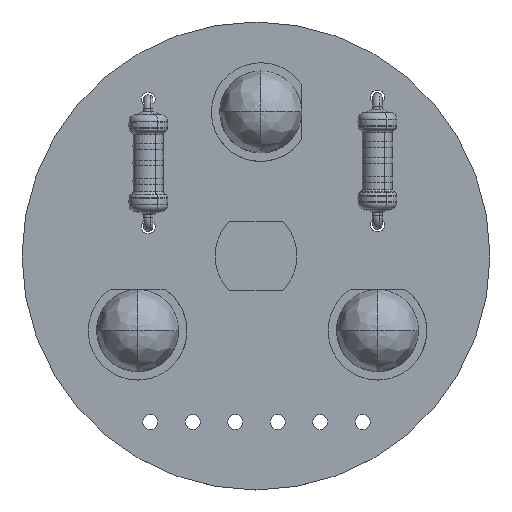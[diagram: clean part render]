
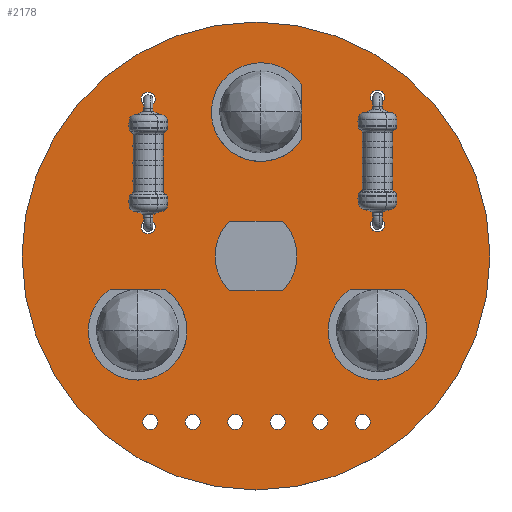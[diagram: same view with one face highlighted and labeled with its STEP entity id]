
A CAD part, top view. The second image highlights one B-rep face of the part: STEP entity #2178.
In plain terms, the highlighted planar face has unit normal (0, 0, 1).
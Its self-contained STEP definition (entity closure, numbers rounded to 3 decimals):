
#1495 = VERTEX_POINT('',#1496);
#1496 = CARTESIAN_POINT('',(32.281,22.105,0.));
#1502 = EDGE_CURVE('',#1495,#1495,#1503,.T.);
#1503 = CIRCLE('',#1504,14.);
#1504 = AXIS2_PLACEMENT_3D('',#1505,#1506,#1507);
#1505 = CARTESIAN_POINT('',(18.281,22.105,0.));
#1506 = DIRECTION('',(0.,0.,1.));
#1507 = DIRECTION('',(1.,0.,0.));
#1528 = VERTEX_POINT('',#1529);
#1529 = CARTESIAN_POINT('',(12.409,12.171,0.));
#1535 = EDGE_CURVE('',#1528,#1528,#1536,.T.);
#1536 = CIRCLE('',#1537,0.45);
#1537 = AXIS2_PLACEMENT_3D('',#1538,#1539,#1540);
#1538 = CARTESIAN_POINT('',(11.959,12.171,0.));
#1539 = DIRECTION('',(0.,0.,1.));
#1540 = DIRECTION('',(1.,0.,0.));
#1561 = VERTEX_POINT('',#1562);
#1562 = CARTESIAN_POINT('',(11.597,16.362,0.));
#1568 = EDGE_CURVE('',#1561,#1561,#1569,.T.);
#1569 = CIRCLE('',#1570,0.4);
#1570 = AXIS2_PLACEMENT_3D('',#1571,#1572,#1573);
#1571 = CARTESIAN_POINT('',(11.197,16.362,0.));
#1572 = DIRECTION('',(0.,0.,1.));
#1573 = DIRECTION('',(1.,0.,0.));
#1594 = VERTEX_POINT('',#1595);
#1595 = CARTESIAN_POINT('',(17.489,12.171,0.));
#1601 = EDGE_CURVE('',#1594,#1594,#1602,.T.);
#1602 = CIRCLE('',#1603,0.45);
#1603 = AXIS2_PLACEMENT_3D('',#1604,#1605,#1606);
#1604 = CARTESIAN_POINT('',(17.039,12.171,0.));
#1605 = DIRECTION('',(0.,0.,1.));
#1606 = DIRECTION('',(1.,0.,0.));
#1627 = VERTEX_POINT('',#1628);
#1628 = CARTESIAN_POINT('',(14.949,12.171,0.));
#1634 = EDGE_CURVE('',#1627,#1627,#1635,.T.);
#1635 = CIRCLE('',#1636,0.45);
#1636 = AXIS2_PLACEMENT_3D('',#1637,#1638,#1639);
#1637 = CARTESIAN_POINT('',(14.499,12.171,0.));
#1638 = DIRECTION('',(0.,0.,1.));
#1639 = DIRECTION('',(1.,0.,0.));
#1660 = VERTEX_POINT('',#1661);
#1661 = CARTESIAN_POINT('',(11.597,18.902,0.));
#1667 = EDGE_CURVE('',#1660,#1660,#1668,.T.);
#1668 = CIRCLE('',#1669,0.4);
#1669 = AXIS2_PLACEMENT_3D('',#1670,#1671,#1672);
#1670 = CARTESIAN_POINT('',(11.197,18.902,0.));
#1671 = DIRECTION('',(0.,0.,1.));
#1672 = DIRECTION('',(1.,0.,0.));
#1693 = VERTEX_POINT('',#1694);
#1694 = CARTESIAN_POINT('',(12.257,23.855,0.));
#1700 = EDGE_CURVE('',#1693,#1693,#1701,.T.);
#1701 = CIRCLE('',#1702,0.425);
#1702 = AXIS2_PLACEMENT_3D('',#1703,#1704,#1705);
#1703 = CARTESIAN_POINT('',(11.832,23.855,0.));
#1704 = DIRECTION('',(0.,0.,1.));
#1705 = DIRECTION('',(1.,0.,0.));
#1726 = VERTEX_POINT('',#1727);
#1727 = CARTESIAN_POINT('',(17.411,22.105,0.));
#1733 = EDGE_CURVE('',#1726,#1726,#1734,.T.);
#1734 = CIRCLE('',#1735,0.4);
#1735 = AXIS2_PLACEMENT_3D('',#1736,#1737,#1738);
#1736 = CARTESIAN_POINT('',(17.011,22.105,0.));
#1737 = DIRECTION('',(0.,0.,1.));
#1738 = DIRECTION('',(1.,0.,0.));
#1759 = VERTEX_POINT('',#1760);
#1760 = CARTESIAN_POINT('',(12.257,31.475,0.));
#1766 = EDGE_CURVE('',#1759,#1759,#1767,.T.);
#1767 = CIRCLE('',#1768,0.425);
#1768 = AXIS2_PLACEMENT_3D('',#1769,#1770,#1771);
#1769 = CARTESIAN_POINT('',(11.832,31.475,0.));
#1770 = DIRECTION('',(0.,0.,1.));
#1771 = DIRECTION('',(1.,0.,0.));
#1792 = VERTEX_POINT('',#1793);
#1793 = CARTESIAN_POINT('',(17.693,30.713,0.));
#1799 = EDGE_CURVE('',#1792,#1792,#1800,.T.);
#1800 = CIRCLE('',#1801,0.4);
#1801 = AXIS2_PLACEMENT_3D('',#1802,#1803,#1804);
#1802 = CARTESIAN_POINT('',(17.293,30.713,0.));
#1803 = DIRECTION('',(0.,0.,1.));
#1804 = DIRECTION('',(1.,0.,0.));
#1825 = VERTEX_POINT('',#1826);
#1826 = CARTESIAN_POINT('',(22.569,12.171,0.));
#1832 = EDGE_CURVE('',#1825,#1825,#1833,.T.);
#1833 = CIRCLE('',#1834,0.45);
#1834 = AXIS2_PLACEMENT_3D('',#1835,#1836,#1837);
#1835 = CARTESIAN_POINT('',(22.119,12.171,0.));
#1836 = DIRECTION('',(0.,0.,1.));
#1837 = DIRECTION('',(1.,0.,0.));
#1858 = VERTEX_POINT('',#1859);
#1859 = CARTESIAN_POINT('',(20.029,12.171,0.));
#1865 = EDGE_CURVE('',#1858,#1858,#1866,.T.);
#1866 = CIRCLE('',#1867,0.45);
#1867 = AXIS2_PLACEMENT_3D('',#1868,#1869,#1870);
#1868 = CARTESIAN_POINT('',(19.579,12.171,0.));
#1869 = DIRECTION('',(0.,0.,1.));
#1870 = DIRECTION('',(1.,0.,0.));
#1891 = VERTEX_POINT('',#1892);
#1892 = CARTESIAN_POINT('',(25.109,12.171,0.));
#1898 = EDGE_CURVE('',#1891,#1891,#1899,.T.);
#1899 = CIRCLE('',#1900,0.45);
#1900 = AXIS2_PLACEMENT_3D('',#1901,#1902,#1903);
#1901 = CARTESIAN_POINT('',(24.659,12.171,0.));
#1902 = DIRECTION('',(0.,0.,1.));
#1903 = DIRECTION('',(1.,0.,0.));
#1924 = VERTEX_POINT('',#1925);
#1925 = CARTESIAN_POINT('',(25.948,16.362,0.));
#1931 = EDGE_CURVE('',#1924,#1924,#1932,.T.);
#1932 = CIRCLE('',#1933,0.4);
#1933 = AXIS2_PLACEMENT_3D('',#1934,#1935,#1936);
#1934 = CARTESIAN_POINT('',(25.548,16.362,0.));
#1935 = DIRECTION('',(0.,0.,1.));
#1936 = DIRECTION('',(1.,0.,0.));
#1957 = VERTEX_POINT('',#1958);
#1958 = CARTESIAN_POINT('',(19.951,22.105,0.));
#1964 = EDGE_CURVE('',#1957,#1957,#1965,.T.);
#1965 = CIRCLE('',#1966,0.4);
#1966 = AXIS2_PLACEMENT_3D('',#1967,#1968,#1969);
#1967 = CARTESIAN_POINT('',(19.551,22.105,0.));
#1968 = DIRECTION('',(0.,0.,1.));
#1969 = DIRECTION('',(1.,0.,0.));
#1990 = VERTEX_POINT('',#1991);
#1991 = CARTESIAN_POINT('',(20.233,30.713,0.));
#1997 = EDGE_CURVE('',#1990,#1990,#1998,.T.);
#1998 = CIRCLE('',#1999,0.4);
#1999 = AXIS2_PLACEMENT_3D('',#2000,#2001,#2002);
#2000 = CARTESIAN_POINT('',(19.833,30.713,0.));
#2001 = DIRECTION('',(0.,0.,1.));
#2002 = DIRECTION('',(1.,0.,0.));
#2023 = VERTEX_POINT('',#2024);
#2024 = CARTESIAN_POINT('',(25.948,18.902,0.));
#2030 = EDGE_CURVE('',#2023,#2023,#2031,.T.);
#2031 = CIRCLE('',#2032,0.4);
#2032 = AXIS2_PLACEMENT_3D('',#2033,#2034,#2035);
#2033 = CARTESIAN_POINT('',(25.548,18.902,0.));
#2034 = DIRECTION('',(0.,0.,1.));
#2035 = DIRECTION('',(1.,0.,0.));
#2056 = VERTEX_POINT('',#2057);
#2057 = CARTESIAN_POINT('',(25.973,31.602,0.));
#2063 = EDGE_CURVE('',#2056,#2056,#2064,.T.);
#2064 = CIRCLE('',#2065,0.425);
#2065 = AXIS2_PLACEMENT_3D('',#2066,#2067,#2068);
#2066 = CARTESIAN_POINT('',(25.548,31.602,0.));
#2067 = DIRECTION('',(0.,0.,1.));
#2068 = DIRECTION('',(1.,0.,0.));
#2089 = VERTEX_POINT('',#2090);
#2090 = CARTESIAN_POINT('',(25.973,23.982,0.));
#2096 = EDGE_CURVE('',#2089,#2089,#2097,.T.);
#2097 = CIRCLE('',#2098,0.425);
#2098 = AXIS2_PLACEMENT_3D('',#2099,#2100,#2101);
#2099 = CARTESIAN_POINT('',(25.548,23.982,0.));
#2100 = DIRECTION('',(0.,0.,1.));
#2101 = DIRECTION('',(1.,0.,0.));
#2178 = ADVANCED_FACE('',(#2179,#2182,#2185,#2188,#2191,#2194,#2197,
    #2200,#2203,#2206,#2209,#2212,#2215,#2218,#2221,#2224,#2227,#2230,
    #2233),#2236,.F.);
#2179 = FACE_BOUND('',#2180,.T.);
#2180 = EDGE_LOOP('',(#2181));
#2181 = ORIENTED_EDGE('',*,*,#1502,.T.);
#2182 = FACE_BOUND('',#2183,.F.);
#2183 = EDGE_LOOP('',(#2184));
#2184 = ORIENTED_EDGE('',*,*,#1535,.T.);
#2185 = FACE_BOUND('',#2186,.F.);
#2186 = EDGE_LOOP('',(#2187));
#2187 = ORIENTED_EDGE('',*,*,#1568,.T.);
#2188 = FACE_BOUND('',#2189,.F.);
#2189 = EDGE_LOOP('',(#2190));
#2190 = ORIENTED_EDGE('',*,*,#1601,.T.);
#2191 = FACE_BOUND('',#2192,.F.);
#2192 = EDGE_LOOP('',(#2193));
#2193 = ORIENTED_EDGE('',*,*,#1634,.T.);
#2194 = FACE_BOUND('',#2195,.F.);
#2195 = EDGE_LOOP('',(#2196));
#2196 = ORIENTED_EDGE('',*,*,#1667,.T.);
#2197 = FACE_BOUND('',#2198,.F.);
#2198 = EDGE_LOOP('',(#2199));
#2199 = ORIENTED_EDGE('',*,*,#1700,.T.);
#2200 = FACE_BOUND('',#2201,.F.);
#2201 = EDGE_LOOP('',(#2202));
#2202 = ORIENTED_EDGE('',*,*,#1733,.T.);
#2203 = FACE_BOUND('',#2204,.F.);
#2204 = EDGE_LOOP('',(#2205));
#2205 = ORIENTED_EDGE('',*,*,#1766,.T.);
#2206 = FACE_BOUND('',#2207,.F.);
#2207 = EDGE_LOOP('',(#2208));
#2208 = ORIENTED_EDGE('',*,*,#1799,.T.);
#2209 = FACE_BOUND('',#2210,.F.);
#2210 = EDGE_LOOP('',(#2211));
#2211 = ORIENTED_EDGE('',*,*,#1832,.T.);
#2212 = FACE_BOUND('',#2213,.F.);
#2213 = EDGE_LOOP('',(#2214));
#2214 = ORIENTED_EDGE('',*,*,#1865,.T.);
#2215 = FACE_BOUND('',#2216,.F.);
#2216 = EDGE_LOOP('',(#2217));
#2217 = ORIENTED_EDGE('',*,*,#1898,.T.);
#2218 = FACE_BOUND('',#2219,.F.);
#2219 = EDGE_LOOP('',(#2220));
#2220 = ORIENTED_EDGE('',*,*,#1931,.T.);
#2221 = FACE_BOUND('',#2222,.F.);
#2222 = EDGE_LOOP('',(#2223));
#2223 = ORIENTED_EDGE('',*,*,#1964,.T.);
#2224 = FACE_BOUND('',#2225,.F.);
#2225 = EDGE_LOOP('',(#2226));
#2226 = ORIENTED_EDGE('',*,*,#1997,.T.);
#2227 = FACE_BOUND('',#2228,.F.);
#2228 = EDGE_LOOP('',(#2229));
#2229 = ORIENTED_EDGE('',*,*,#2030,.T.);
#2230 = FACE_BOUND('',#2231,.F.);
#2231 = EDGE_LOOP('',(#2232));
#2232 = ORIENTED_EDGE('',*,*,#2063,.T.);
#2233 = FACE_BOUND('',#2234,.F.);
#2234 = EDGE_LOOP('',(#2235));
#2235 = ORIENTED_EDGE('',*,*,#2096,.T.);
#2236 = PLANE('',#2237);
#2237 = AXIS2_PLACEMENT_3D('',#2238,#2239,#2240);
#2238 = CARTESIAN_POINT('',(32.281,22.105,0.));
#2239 = DIRECTION('',(0.,0.,-1.));
#2240 = DIRECTION('',(-1.,0.,0.));
